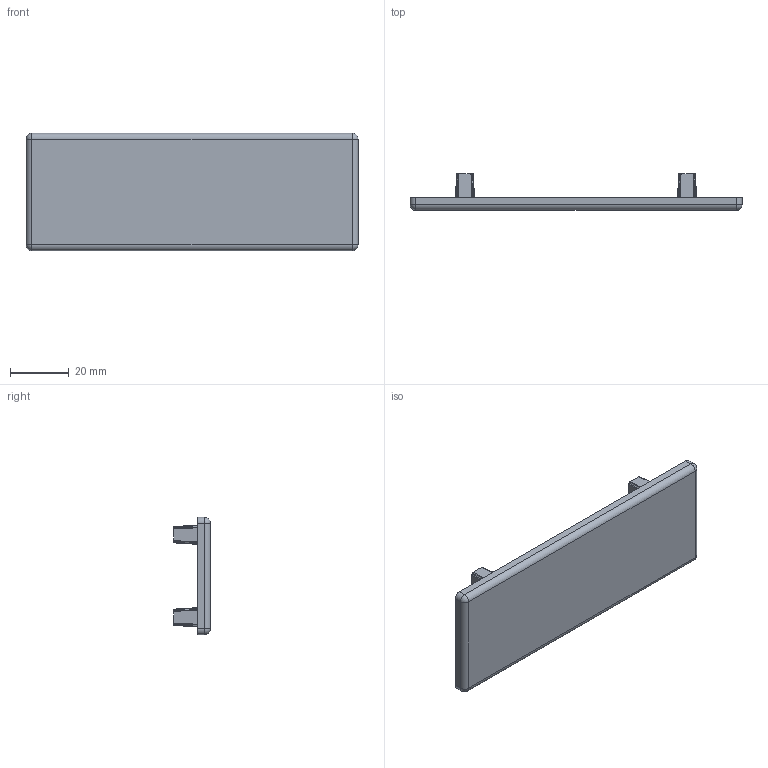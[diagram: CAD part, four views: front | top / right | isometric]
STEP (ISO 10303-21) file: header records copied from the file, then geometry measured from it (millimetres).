
FILE_DESCRIPTION((''),'2;1');
FILE_NAME('AR3632.stp','2022-08-30T08:59:07',('arma03'),(''),'Autodesk Inventor 2013','Autodesk Inventor 2013','');
FILE_SCHEMA(('AUTOMOTIVE_DESIGN { 1 0 10303 214 1 1 1 1 }'));
Length unit declared in the file: millimetre
Products named in the file (1): AR3632
Bounding box: 113 x 12.5 x 40 mm (x, y, z)
Volume: 13234.2 mm3; surface area: 12184.7 mm2
Topology: 1 solids, 1 shells, 279 faces, 704 edges, 432 vertices
Faces by surface type: bspline 144, plane 71, cylinder 56, torus 4, sphere 4
Full cylindrical faces by diameter (mm): 4.5 x4
Entity records: 11992 total; most frequent: CARTESIAN_POINT 6216, ORIENTED_EDGE 1384, DIRECTION 868, EDGE_CURVE 692, VERTEX_POINT 428, AXIS2_PLACEMENT_3D 328, EDGE_LOOP 292, B_SPLINE_CURVE_WITH_KNOTS 288
